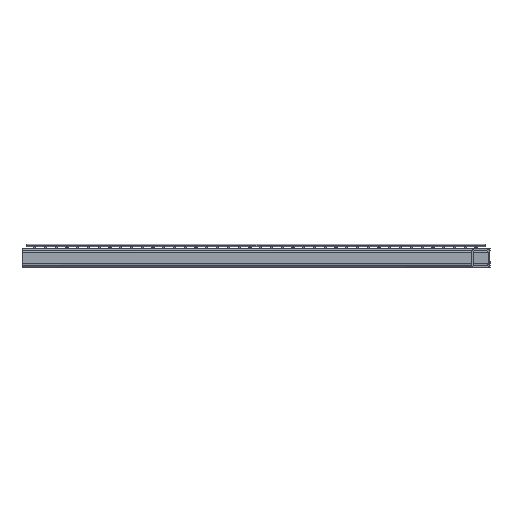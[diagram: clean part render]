
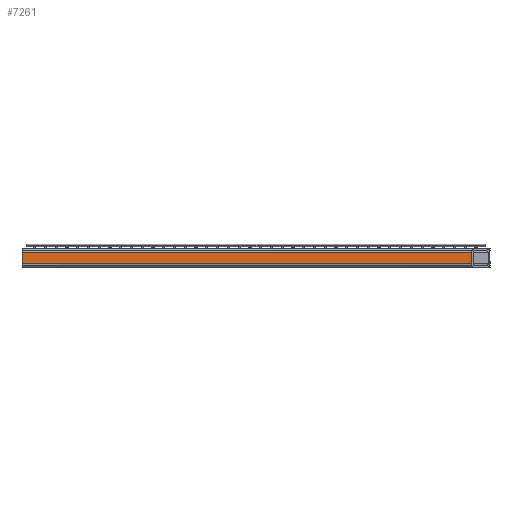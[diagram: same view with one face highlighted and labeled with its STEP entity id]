
A CAD part, left-side view. The second image highlights one B-rep face of the part: STEP entity #7261.
In plain terms, the highlighted planar face has unit normal (-1, 0, 0).
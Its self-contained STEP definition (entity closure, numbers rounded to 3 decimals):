
#53 = VECTOR ( 'NONE', #4534, 1000. ) ;
#566 = LINE ( 'NONE', #11299, #2542 ) ;
#776 = CARTESIAN_POINT ( 'NONE',  ( 0., 1000., 32. ) ) ;
#788 = CARTESIAN_POINT ( 'NONE',  ( 0., 1000., 32. ) ) ;
#1186 = VERTEX_POINT ( 'NONE', #7530 ) ;
#1451 = ORIENTED_EDGE ( 'NONE', *, *, #5888, .T. ) ;
#1813 = DIRECTION ( 'NONE',  ( 0., 0., -1. ) ) ;
#2308 = ORIENTED_EDGE ( 'NONE', *, *, #11078, .F. ) ;
#2428 = EDGE_LOOP ( 'NONE', ( #4191, #2308, #9418, #1451 ) ) ;
#2532 = PLANE ( 'NONE',  #10885 ) ;
#2542 = VECTOR ( 'NONE', #4182, 1000. ) ;
#3456 = VERTEX_POINT ( 'NONE', #8386 ) ;
#4182 = DIRECTION ( 'NONE',  ( 0., -1., 0. ) ) ;
#4191 = ORIENTED_EDGE ( 'NONE', *, *, #11534, .F. ) ;
#4534 = DIRECTION ( 'NONE',  ( 0., 0., -1. ) ) ;
#5272 = VERTEX_POINT ( 'NONE', #7828 ) ;
#5888 = EDGE_CURVE ( 'NONE', #3456, #1186, #566, .T. ) ;
#6031 = LINE ( 'NONE', #6357, #53 ) ;
#6250 = DIRECTION ( 'NONE',  ( 1., 0., 0. ) ) ;
#6357 = CARTESIAN_POINT ( 'NONE',  ( 0., 40., 32. ) ) ;
#6358 = CARTESIAN_POINT ( 'NONE',  ( 0., 1000., 32. ) ) ;
#6690 = CARTESIAN_POINT ( 'NONE',  ( 0., 1000., 32. ) ) ;
#7073 = LINE ( 'NONE', #776, #8708 ) ;
#7261 = ADVANCED_FACE ( 'NONE', ( #8185 ), #2532, .F. ) ;
#7530 = CARTESIAN_POINT ( 'NONE',  ( 0., 40., 8. ) ) ;
#7828 = CARTESIAN_POINT ( 'NONE',  ( 0., 40., 32. ) ) ;
#8185 = FACE_OUTER_BOUND ( 'NONE', #2428, .T. ) ;
#8386 = CARTESIAN_POINT ( 'NONE',  ( 0., 1000., 8. ) ) ;
#8708 = VECTOR ( 'NONE', #10836, 1000. ) ;
#9418 = ORIENTED_EDGE ( 'NONE', *, *, #10583, .F. ) ;
#10072 = DIRECTION ( 'NONE',  ( 0., 0., 1. ) ) ;
#10361 = VERTEX_POINT ( 'NONE', #6690 ) ;
#10583 = EDGE_CURVE ( 'NONE', #3456, #10361, #10972, .T. ) ;
#10836 = DIRECTION ( 'NONE',  ( 0., -1., 0. ) ) ;
#10885 = AXIS2_PLACEMENT_3D ( 'NONE', #6358, #6250, #1813 ) ;
#10954 = VECTOR ( 'NONE', #10072, 1000. ) ;
#10972 = LINE ( 'NONE', #788, #10954 ) ;
#11078 = EDGE_CURVE ( 'NONE', #10361, #5272, #7073, .T. ) ;
#11299 = CARTESIAN_POINT ( 'NONE',  ( 0., 1000., 8. ) ) ;
#11534 = EDGE_CURVE ( 'NONE', #5272, #1186, #6031, .T. ) ;
